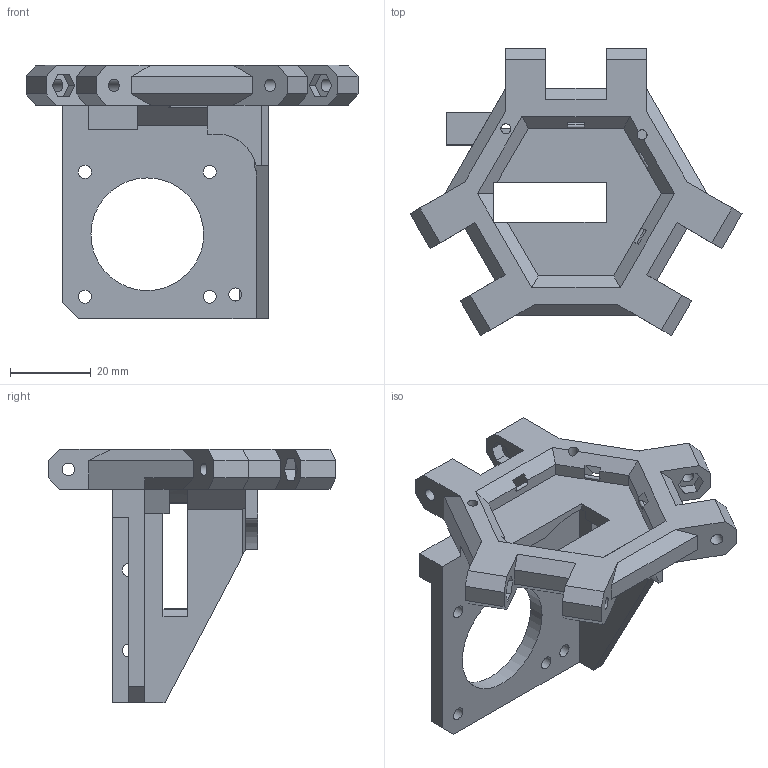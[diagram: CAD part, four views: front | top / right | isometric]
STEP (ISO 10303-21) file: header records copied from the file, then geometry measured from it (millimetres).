
FILE_DESCRIPTION(/* description */ (''),/* implementation_level */ '2;1');
FILE_NAME(/* name */ 'bca_aero_effector.step',/* time_stamp */ '2017-11-06T07:51:37-05:00',/* author */ (''),/* organization */ (''),/* preprocessor_version */ 'ST-DEVELOPER v16.13',/* originating_system */ 'Autodesk Translation Framework v6.5.0.72',/* authorisation */ '');
FILE_SCHEMA (('AUTOMOTIVE_DESIGN { 1 0 10303 214 3 1 1 }'));
Length unit declared in the file: millimetre
Products named in the file (2): aero_effector; mount
Assembly tree (1 placements, depth 2):
  aero_effector
    mount
Bounding box: 82.45 x 71.41 x 63 mm (x, y, z)
Volume: 36306.9 mm3; surface area: 18619.9 mm2
Topology: 1 solids, 1 shells, 198 faces, 582 edges, 382 vertices
Faces by surface type: plane 169, cylinder 29
Full cylindrical faces by diameter (mm): 2.5 x2, 3.1 x6, 3.2 x4, 3.25 x5, 28 x1
Entity records: 6635 total; most frequent: CARTESIAN_POINT 1165, ORIENTED_EDGE 1164, DIRECTION 1056, EDGE_CURVE 582, LINE 510, VECTOR 510, VERTEX_POINT 382, AXIS2_PLACEMENT_3D 273
